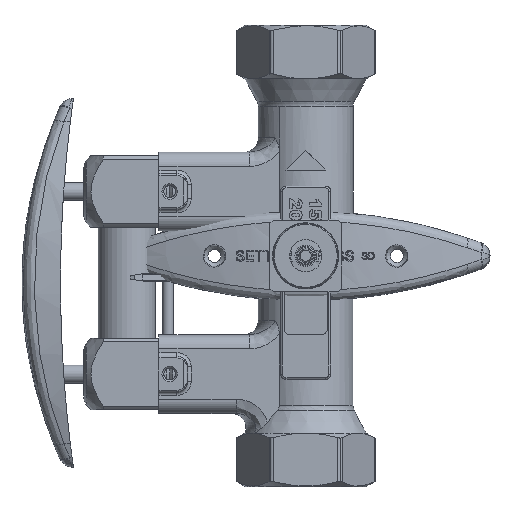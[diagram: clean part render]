
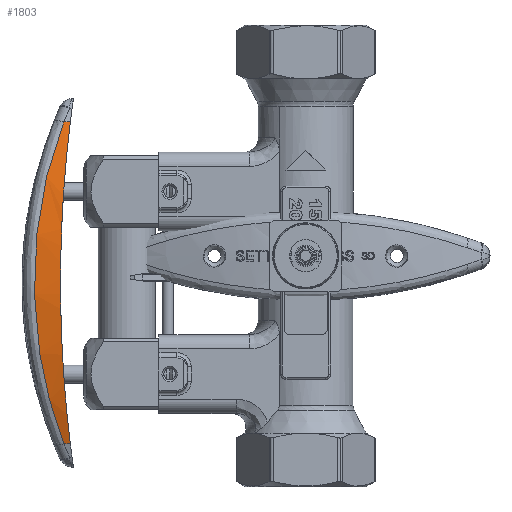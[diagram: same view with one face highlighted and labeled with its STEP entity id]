
A CAD part, top view. The second image highlights one B-rep face of the part: STEP entity #1803.
In plain terms, the highlighted cylindrical face has radius 140 mm (diameter 280 mm), a partial arc.
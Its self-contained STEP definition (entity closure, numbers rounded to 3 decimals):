
#1803 = ADVANCED_FACE( '', ( #4011 ), #4012, .T. );
#4011 = FACE_OUTER_BOUND( '', #7284, .T. );
#4012 = CYLINDRICAL_SURFACE( '', #7285, 140. );
#7284 = EDGE_LOOP( '', ( #13262, #13263, #13264, #13265 ) );
#7285 = AXIS2_PLACEMENT_3D( '', #13266, #13267, #13268 );
#13262 = ORIENTED_EDGE( '', *, *, #17269, .F. );
#13263 = ORIENTED_EDGE( '', *, *, #16535, .T. );
#13264 = ORIENTED_EDGE( '', *, *, #17036, .T. );
#13265 = ORIENTED_EDGE( '', *, *, #16918, .F. );
#13266 = CARTESIAN_POINT( '', ( 0., 127.5, 14.31 ) );
#13267 = DIRECTION( '', ( 0., 0., 1. ) );
#13268 = DIRECTION( '', ( -1., 0., 0. ) );
#16535 = EDGE_CURVE( '', #18792, #19720, #19722, .T. );
#16918 = EDGE_CURVE( '', #20317, #20319, #20320, .T. );
#17036 = EDGE_CURVE( '', #19720, #20319, #20479, .T. );
#17269 = EDGE_CURVE( '', #18792, #20317, #20788, .T. );
#18792 = VERTEX_POINT( '', #24201 );
#19720 = VERTEX_POINT( '', #27026 );
#19722 = B_SPLINE_CURVE_WITH_KNOTS( '', 3, ( #27028, #27029, #27030, #27031, #27032, #27033, #27034, #27035, #27036, #27037, #27038, #27039, #27040, #27041, #27042, #27043, #27044, #27045, #27046, #27047, #27048, #27049, #27050, #27051, #27052, #27053, #27054, #27055, #27056, #27057, #27058, #27059, #27060, #27061, #27062, #27063, #27064, #27065, #27066, #27067, #27068, #27069, #27070, #27071, #27072, #27073, #27074, #27075 ), .UNSPECIFIED., .F., .F., ( 4, 1, 1, 1, 1, 1, 1, 1, 1, 1, 1, 2, 2, 2, 1, 1, 1, 1, 1, 1, 1, 1, 1, 1, 1, 1, 2, 2, 2, 1, 1, 1, 1, 1, 1, 1, 1, 1, 1, 4 ), ( 0., 0.003, 0.006, 0.009, 0.012, 0.015, 0.017, 0.02, 0.023, 0.026, 0.029, 0.032, 0.033, 0.033, 0.033, 0.033, 0.035, 0.038, 0.041, 0.044, 0.046, 0.049, 0.052, 0.055, 0.058, 0.061, 0.064, 0.065, 0.066, 0.066, 0.067, 0.07, 0.073, 0.076, 0.078, 0.081, 0.084, 0.087, 0.09, 0.093 ), .UNSPECIFIED. );
#20317 = VERTEX_POINT( '', #28934 );
#20319 = VERTEX_POINT( '', #28936 );
#20320 = B_SPLINE_CURVE_WITH_KNOTS( '', 3, ( #28937, #28938, #28939, #28940, #28941, #28942, #28943, #28944, #28945, #28946, #28947, #28948, #28949, #28950, #28951, #28952 ), .UNSPECIFIED., .F., .F., ( 4, 2, 2, 2, 2, 2, 2, 4 ), ( 0., 0.023, 0.034, 0.04, 0.043, 0.046, 0.068, 0.091 ), .UNSPECIFIED. );
#20479 = LINE( '', #29666, #29667 );
#20788 = LINE( '', #30371, #30372 );
#24201 = CARTESIAN_POINT( '', ( 44.937, -5.092, 2.708 ) );
#27026 = CARTESIAN_POINT( '', ( -44.937, -5.092, 2.708 ) );
#27028 = CARTESIAN_POINT( '', ( 44.937, -5.092, 2.708 ) );
#27029 = CARTESIAN_POINT( '', ( 44.065, -5.388, 3.049 ) );
#27030 = CARTESIAN_POINT( '', ( 42.312, -5.962, 3.707 ) );
#27031 = CARTESIAN_POINT( '', ( 39.657, -6.775, 4.63 ) );
#27032 = CARTESIAN_POINT( '', ( 36.976, -7.538, 5.489 ) );
#27033 = CARTESIAN_POINT( '', ( 34.269, -8.251, 6.286 ) );
#27034 = CARTESIAN_POINT( '', ( 31.536, -8.912, 7.02 ) );
#27035 = CARTESIAN_POINT( '', ( 28.776, -9.52, 7.692 ) );
#27036 = CARTESIAN_POINT( '', ( 25.99, -10.076, 8.301 ) );
#27037 = CARTESIAN_POINT( '', ( 23.178, -10.578, 8.849 ) );
#27038 = CARTESIAN_POINT( '', ( 20.339, -11.025, 9.335 ) );
#27039 = CARTESIAN_POINT( '', ( 17.472, -11.416, 9.758 ) );
#27040 = CARTESIAN_POINT( '', ( 15.543, -11.638, 9.998 ) );
#27041 = CARTESIAN_POINT( '', ( 14.331, -11.765, 10.134 ) );
#27042 = CARTESIAN_POINT( '', ( 14.089, -11.79, 10.161 ) );
#27043 = CARTESIAN_POINT( '', ( 13.785, -11.82, 10.194 ) );
#27044 = CARTESIAN_POINT( '', ( 13.724, -11.826, 10.2 ) );
#27045 = CARTESIAN_POINT( '', ( 13.603, -11.838, 10.213 ) );
#27046 = CARTESIAN_POINT( '', ( 13.421, -11.855, 10.232 ) );
#27047 = CARTESIAN_POINT( '', ( 12.753, -11.919, 10.3 ) );
#27048 = CARTESIAN_POINT( '', ( 11.174, -12.059, 10.451 ) );
#27049 = CARTESIAN_POINT( '', ( 8.747, -12.237, 10.642 ) );
#27050 = CARTESIAN_POINT( '', ( 5.837, -12.388, 10.804 ) );
#27051 = CARTESIAN_POINT( '', ( 2.93, -12.479, 10.902 ) );
#27052 = CARTESIAN_POINT( '', ( 0.025, -12.51, 10.934 ) );
#27053 = CARTESIAN_POINT( '', ( -2.878, -12.48, 10.903 ) );
#27054 = CARTESIAN_POINT( '', ( -5.778, -12.391, 10.807 ) );
#27055 = CARTESIAN_POINT( '', ( -8.676, -12.241, 10.646 ) );
#27056 = CARTESIAN_POINT( '', ( -11.571, -12.031, 10.421 ) );
#27057 = CARTESIAN_POINT( '', ( -14.464, -11.761, 10.13 ) );
#27058 = CARTESIAN_POINT( '', ( -16.391, -11.541, 9.893 ) );
#27059 = CARTESIAN_POINT( '', ( -17.836, -11.36, 9.698 ) );
#27060 = CARTESIAN_POINT( '', ( -18.317, -11.297, 9.63 ) );
#27061 = CARTESIAN_POINT( '', ( -18.919, -11.216, 9.542 ) );
#27062 = CARTESIAN_POINT( '', ( -19.039, -11.199, 9.524 ) );
#27063 = CARTESIAN_POINT( '', ( -19.28, -11.166, 9.488 ) );
#27064 = CARTESIAN_POINT( '', ( -19.64, -11.116, 9.433 ) );
#27065 = CARTESIAN_POINT( '', ( -20.959, -10.927, 9.228 ) );
#27066 = CARTESIAN_POINT( '', ( -23.104, -10.59, 8.863 ) );
#27067 = CARTESIAN_POINT( '', ( -25.934, -10.087, 8.313 ) );
#27068 = CARTESIAN_POINT( '', ( -28.735, -9.529, 7.701 ) );
#27069 = CARTESIAN_POINT( '', ( -31.507, -8.918, 7.027 ) );
#27070 = CARTESIAN_POINT( '', ( -34.251, -8.255, 6.291 ) );
#27071 = CARTESIAN_POINT( '', ( -36.966, -7.541, 5.493 ) );
#27072 = CARTESIAN_POINT( '', ( -39.653, -6.777, 4.632 ) );
#27073 = CARTESIAN_POINT( '', ( -42.311, -5.963, 3.707 ) );
#27074 = CARTESIAN_POINT( '', ( -44.065, -5.388, 3.049 ) );
#27075 = CARTESIAN_POINT( '', ( -44.937, -5.092, 2.708 ) );
#28934 = CARTESIAN_POINT( '', ( 44.937, -5.092, 0.876 ) );
#28936 = CARTESIAN_POINT( '', ( -44.937, -5.092, 0.876 ) );
#28937 = CARTESIAN_POINT( '', ( 44.937, -5.092, 0.876 ) );
#28938 = CARTESIAN_POINT( '', ( 37.676, -7.553, 1.78 ) );
#28939 = CARTESIAN_POINT( '', ( 30.297, -9.393, 2.453 ) );
#28940 = CARTESIAN_POINT( '', ( 19.053, -11.249, 3.131 ) );
#28941 = CARTESIAN_POINT( '', ( 15.276, -11.716, 3.301 ) );
#28942 = CARTESIAN_POINT( '', ( 9.566, -12.186, 3.472 ) );
#28943 = CARTESIAN_POINT( '', ( 7.655, -12.304, 3.515 ) );
#28944 = CARTESIAN_POINT( '', ( 4.778, -12.422, 3.558 ) );
#28945 = CARTESIAN_POINT( '', ( 3.817, -12.451, 3.569 ) );
#28946 = CARTESIAN_POINT( '', ( 1.891, -12.491, 3.583 ) );
#28947 = CARTESIAN_POINT( '', ( 0.925, -12.5, 3.587 ) );
#28948 = CARTESIAN_POINT( '', ( -7.745, -12.498, 3.586 ) );
#28949 = CARTESIAN_POINT( '', ( -15.338, -11.864, 3.355 ) );
#28950 = CARTESIAN_POINT( '', ( -30.303, -9.391, 2.452 ) );
#28951 = CARTESIAN_POINT( '', ( -37.677, -7.553, 1.78 ) );
#28952 = CARTESIAN_POINT( '', ( -44.937, -5.092, 0.876 ) );
#29666 = CARTESIAN_POINT( '', ( -44.937, -5.092, 14.31 ) );
#29667 = VECTOR( '', #34307, 1000. );
#30371 = CARTESIAN_POINT( '', ( 44.937, -5.092, 14.31 ) );
#30372 = VECTOR( '', #34569, 1000. );
#34307 = DIRECTION( '', ( 0., 0., -1. ) );
#34569 = DIRECTION( '', ( 0., 0., -1. ) );
